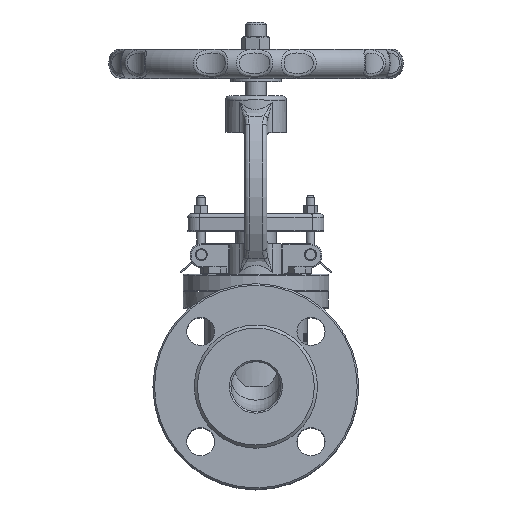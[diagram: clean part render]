
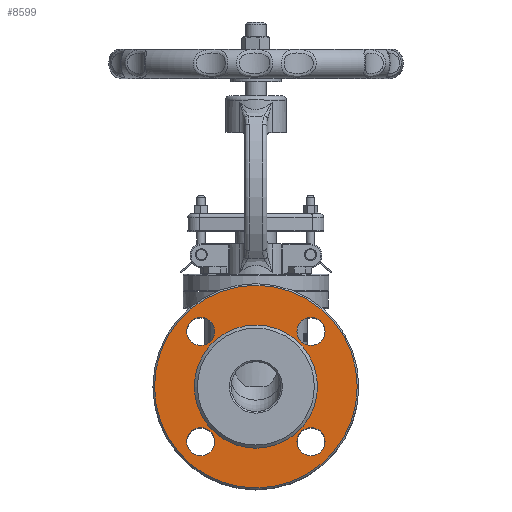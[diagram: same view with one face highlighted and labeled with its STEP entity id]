
A CAD part, top view. The second image highlights one B-rep face of the part: STEP entity #8599.
In plain terms, the highlighted planar face has unit normal (0, 0, 1).
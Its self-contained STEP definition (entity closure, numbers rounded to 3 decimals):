
#1058=FACE_BOUND('',#2023,.T.);
#1059=FACE_BOUND('',#2024,.T.);
#1060=FACE_BOUND('',#2025,.T.);
#1061=FACE_BOUND('',#2026,.T.);
#1062=FACE_BOUND('',#2027,.T.);
#1236=PLANE('',#9362);
#1468=FACE_OUTER_BOUND('',#2022,.T.);
#2022=EDGE_LOOP('',(#6099));
#2023=EDGE_LOOP('',(#6100));
#2024=EDGE_LOOP('',(#6101));
#2025=EDGE_LOOP('',(#6102));
#2026=EDGE_LOOP('',(#6103));
#2027=EDGE_LOOP('',(#6104));
#2915=CIRCLE('',#9361,65.);
#2916=CIRCLE('',#9363,39.5);
#2917=CIRCLE('',#9364,9.);
#2918=CIRCLE('',#9365,9.);
#2919=CIRCLE('',#9366,9.);
#2920=CIRCLE('',#9367,9.);
#3543=VERTEX_POINT('',#15645);
#3544=VERTEX_POINT('',#15649);
#3545=VERTEX_POINT('',#15651);
#3546=VERTEX_POINT('',#15653);
#3547=VERTEX_POINT('',#15655);
#3548=VERTEX_POINT('',#15657);
#4463=EDGE_CURVE('',#3543,#3543,#2915,.T.);
#4465=EDGE_CURVE('',#3544,#3544,#2916,.T.);
#4466=EDGE_CURVE('',#3545,#3545,#2917,.T.);
#4467=EDGE_CURVE('',#3546,#3546,#2918,.T.);
#4468=EDGE_CURVE('',#3547,#3547,#2919,.T.);
#4469=EDGE_CURVE('',#3548,#3548,#2920,.T.);
#6099=ORIENTED_EDGE('',*,*,#4463,.F.);
#6100=ORIENTED_EDGE('',*,*,#4465,.F.);
#6101=ORIENTED_EDGE('',*,*,#4466,.T.);
#6102=ORIENTED_EDGE('',*,*,#4467,.T.);
#6103=ORIENTED_EDGE('',*,*,#4468,.T.);
#6104=ORIENTED_EDGE('',*,*,#4469,.T.);
#8599=ADVANCED_FACE('',(#1468,#1058,#1059,#1060,#1061,#1062),#1236,.T.);
#9361=AXIS2_PLACEMENT_3D('',#15646,#10668,#10669);
#9362=AXIS2_PLACEMENT_3D('',#15648,#10671,#10672);
#9363=AXIS2_PLACEMENT_3D('',#15650,#10673,#10674);
#9364=AXIS2_PLACEMENT_3D('',#15652,#10675,#10676);
#9365=AXIS2_PLACEMENT_3D('',#15654,#10677,#10678);
#9366=AXIS2_PLACEMENT_3D('',#15656,#10679,#10680);
#9367=AXIS2_PLACEMENT_3D('',#15658,#10681,#10682);
#10668=DIRECTION('center_axis',(0.,0.,-1.));
#10669=DIRECTION('ref_axis',(-1.,0.,0.));
#10671=DIRECTION('center_axis',(0.,0.,1.));
#10672=DIRECTION('ref_axis',(1.,0.,0.));
#10673=DIRECTION('center_axis',(0.,0.,1.));
#10674=DIRECTION('ref_axis',(-1.,0.,0.));
#10675=DIRECTION('center_axis',(0.,0.,-1.));
#10676=DIRECTION('ref_axis',(-1.,0.,0.));
#10677=DIRECTION('center_axis',(0.,0.,-1.));
#10678=DIRECTION('ref_axis',(-1.,0.,0.));
#10679=DIRECTION('center_axis',(0.,0.,-1.));
#10680=DIRECTION('ref_axis',(-1.,0.,0.));
#10681=DIRECTION('center_axis',(0.,0.,-1.));
#10682=DIRECTION('ref_axis',(-1.,0.,0.));
#15645=CARTESIAN_POINT('',(65.,0.,17.));
#15646=CARTESIAN_POINT('Origin',(0.,0.,17.));
#15648=CARTESIAN_POINT('Origin',(0.,0.,17.));
#15649=CARTESIAN_POINT('',(39.5,0.,17.));
#15650=CARTESIAN_POINT('Origin',(0.,0.,17.));
#15651=CARTESIAN_POINT('',(44.355,35.355,17.));
#15652=CARTESIAN_POINT('Origin',(35.355,35.355,17.));
#15653=CARTESIAN_POINT('',(-26.355,35.355,17.));
#15654=CARTESIAN_POINT('Origin',(-35.355,35.355,17.));
#15655=CARTESIAN_POINT('',(-26.355,-35.355,17.));
#15656=CARTESIAN_POINT('Origin',(-35.355,-35.355,17.));
#15657=CARTESIAN_POINT('',(44.355,-35.355,17.));
#15658=CARTESIAN_POINT('Origin',(35.355,-35.355,17.));
